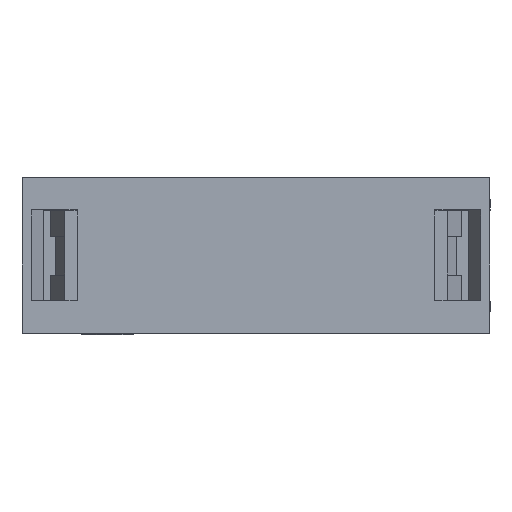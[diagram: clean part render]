
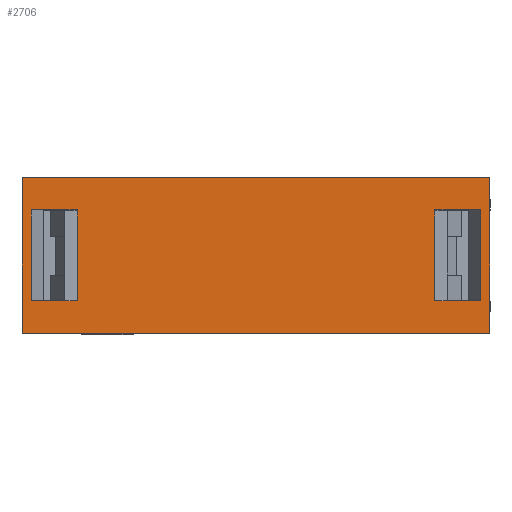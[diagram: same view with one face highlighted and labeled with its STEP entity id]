
A CAD part, top view. The second image highlights one B-rep face of the part: STEP entity #2706.
In plain terms, the highlighted planar face has unit normal (0, 0, 1).
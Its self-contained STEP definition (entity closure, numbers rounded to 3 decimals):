
#2706=ADVANCED_FACE('',(#5445,#5447,#5449),#5451,.T.);
#5445=FACE_BOUND('',#5446,.T.);
#5446=EDGE_LOOP('',(#7604,#7605,#7606,#7607));
#5447=FACE_BOUND('',#5448,.T.);
#5448=EDGE_LOOP('',(#7608,#7609,#7610,#7611));
#5449=FACE_BOUND('',#5450,.T.);
#5450=EDGE_LOOP('',(#7612,#7613,#7614,#7615));
#5451=PLANE('',#5452);
#5452=AXIS2_PLACEMENT_3D('',#5453,#5454,#5455);
#5453=CARTESIAN_POINT('',(-9.,-3.,7.4));
#5454=DIRECTION('',(0.,0.,1.));
#5455=DIRECTION('',(1.,0.,0.));
#7604=ORIENTED_EDGE('',*,*,#8839,.T.);
#7605=ORIENTED_EDGE('',*,*,#8870,.T.);
#7606=ORIENTED_EDGE('',*,*,#8829,.F.);
#7607=ORIENTED_EDGE('',*,*,#8866,.F.);
#7608=ORIENTED_EDGE('',*,*,#8871,.T.);
#7609=ORIENTED_EDGE('',*,*,#8872,.T.);
#7610=ORIENTED_EDGE('',*,*,#8856,.T.);
#7611=ORIENTED_EDGE('',*,*,#8873,.T.);
#7612=ORIENTED_EDGE('',*,*,#8874,.T.);
#7613=ORIENTED_EDGE('',*,*,#8875,.T.);
#7614=ORIENTED_EDGE('',*,*,#8876,.T.);
#7615=ORIENTED_EDGE('',*,*,#8877,.T.);
#8829=EDGE_CURVE('',#10347,#10349,#10350,.T.);
#8839=EDGE_CURVE('',#10367,#10365,#10368,.T.);
#8856=EDGE_CURVE('',#10393,#10391,#10394,.F.);
#8866=EDGE_CURVE('',#10367,#10347,#10411,.T.);
#8870=EDGE_CURVE('',#10365,#10349,#10417,.T.);
#8871=EDGE_CURVE('',#10418,#10419,#10420,.F.);
#8872=EDGE_CURVE('',#10419,#10393,#10421,.F.);
#8873=EDGE_CURVE('',#10391,#10418,#10422,.F.);
#8874=EDGE_CURVE('',#10423,#10424,#10425,.F.);
#8875=EDGE_CURVE('',#10424,#10426,#10427,.F.);
#8876=EDGE_CURVE('',#10426,#10428,#10429,.F.);
#8877=EDGE_CURVE('',#10428,#10423,#10430,.F.);
#10347=VERTEX_POINT('',#13585);
#10349=VERTEX_POINT('',#13589);
#10350=LINE('',#13590,#13591);
#10365=VERTEX_POINT('',#13623);
#10367=VERTEX_POINT('',#13627);
#10368=LINE('',#13628,#13629);
#10391=VERTEX_POINT('',#13684);
#10393=VERTEX_POINT('',#13688);
#10394=LINE('',#13689,#13690);
#10411=LINE('',#13726,#13727);
#10417=LINE('',#13740,#13741);
#10418=VERTEX_POINT('',#13743);
#10419=VERTEX_POINT('',#13744);
#10420=LINE('',#13745,#13746);
#10421=LINE('',#13748,#13749);
#10422=LINE('',#13751,#13752);
#10423=VERTEX_POINT('',#13754);
#10424=VERTEX_POINT('',#13755);
#10425=LINE('',#13756,#13757);
#10426=VERTEX_POINT('',#13759);
#10427=LINE('',#13760,#13761);
#10428=VERTEX_POINT('',#13763);
#10429=LINE('',#13764,#13765);
#10430=LINE('',#13767,#13768);
#13585=CARTESIAN_POINT('',(-9.,3.,7.4));
#13589=CARTESIAN_POINT('',(9.,3.,7.4));
#13590=CARTESIAN_POINT('',(-9.,3.,7.4));
#13591=VECTOR('',#13592,1.);
#13592=DIRECTION('',(1.,0.,0.));
#13623=CARTESIAN_POINT('',(9.,-3.,7.4));
#13627=CARTESIAN_POINT('',(-9.,-3.,7.4));
#13628=CARTESIAN_POINT('',(-9.,-3.,7.4));
#13629=VECTOR('',#13630,1.);
#13630=DIRECTION('',(1.,0.,0.));
#13684=CARTESIAN_POINT('',(-6.88,-1.75,7.4));
#13688=CARTESIAN_POINT('',(-6.88,1.75,7.4));
#13689=CARTESIAN_POINT('',(-6.88,-1.75,7.4));
#13690=VECTOR('',#13691,1.);
#13691=DIRECTION('',(0.,1.,0.));
#13726=CARTESIAN_POINT('',(-9.,-3.,7.4));
#13727=VECTOR('',#13728,1.);
#13728=DIRECTION('',(0.,1.,0.));
#13740=CARTESIAN_POINT('',(9.,-3.,7.4));
#13741=VECTOR('',#13742,1.);
#13742=DIRECTION('',(0.,1.,0.));
#13743=CARTESIAN_POINT('',(-8.637,-1.75,7.4));
#13744=CARTESIAN_POINT('',(-8.637,1.75,7.4));
#13745=CARTESIAN_POINT('',(-8.637,1.75,7.4));
#13746=VECTOR('',#13747,1.);
#13747=DIRECTION('',(0.,-1.,0.));
#13748=CARTESIAN_POINT('',(-6.88,1.75,7.4));
#13749=VECTOR('',#13750,1.);
#13750=DIRECTION('',(-1.,0.,0.));
#13751=CARTESIAN_POINT('',(-8.637,-1.75,7.4));
#13752=VECTOR('',#13753,1.);
#13753=DIRECTION('',(1.,0.,0.));
#13754=CARTESIAN_POINT('',(8.637,1.75,7.4));
#13755=CARTESIAN_POINT('',(8.637,-1.75,7.4));
#13756=CARTESIAN_POINT('',(8.637,-1.75,7.4));
#13757=VECTOR('',#13758,1.);
#13758=DIRECTION('',(0.,1.,0.));
#13759=CARTESIAN_POINT('',(6.88,-1.75,7.4));
#13760=CARTESIAN_POINT('',(6.88,-1.75,7.4));
#13761=VECTOR('',#13762,1.);
#13762=DIRECTION('',(1.,0.,0.));
#13763=CARTESIAN_POINT('',(6.88,1.75,7.4));
#13764=CARTESIAN_POINT('',(6.88,1.75,7.4));
#13765=VECTOR('',#13766,1.);
#13766=DIRECTION('',(0.,-1.,0.));
#13767=CARTESIAN_POINT('',(8.637,1.75,7.4));
#13768=VECTOR('',#13769,1.);
#13769=DIRECTION('',(-1.,0.,0.));
